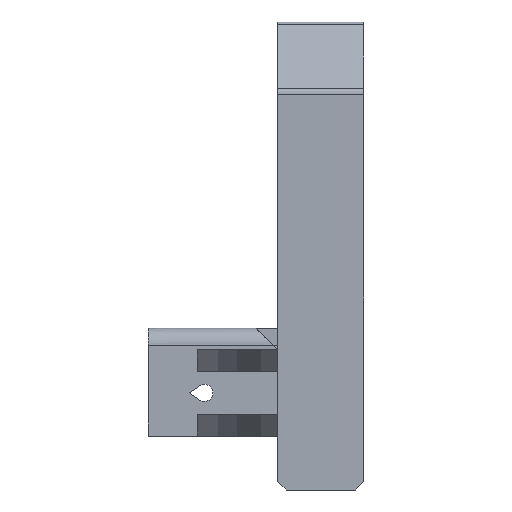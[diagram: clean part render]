
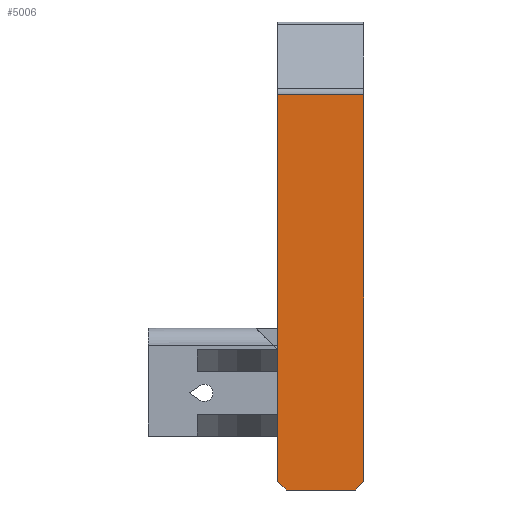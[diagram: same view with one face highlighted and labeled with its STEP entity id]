
A CAD part, front view. The second image highlights one B-rep face of the part: STEP entity #5006.
In plain terms, the highlighted planar face has unit normal (0, -1, 0).
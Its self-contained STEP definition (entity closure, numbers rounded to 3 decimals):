
#43 = PLANE('',#44);
#44 = AXIS2_PLACEMENT_3D('',#45,#46,#47);
#45 = CARTESIAN_POINT('',(0.,-39.159,
    31.53));
#46 = DIRECTION('',(1.,0.,0.));
#47 = DIRECTION('',(0.,0.,1.));
#596 = VERTEX_POINT('',#597);
#597 = CARTESIAN_POINT('',(0.,-79.,69.172));
#612 = CYLINDRICAL_SURFACE('',#613,2.);
#613 = AXIS2_PLACEMENT_3D('',#614,#615,#616);
#614 = CARTESIAN_POINT('',(0.,-77.,69.172));
#615 = DIRECTION('',(-1.,-0.,0.));
#616 = DIRECTION('',(0.,-0.707,0.707)
  );
#624 = EDGE_CURVE('',#625,#596,#627,.T.);
#625 = VERTEX_POINT('',#626);
#626 = CARTESIAN_POINT('',(0.,-79.,-20.5));
#627 = SURFACE_CURVE('',#628,(#632,#639),.PCURVE_S1.);
#628 = LINE('',#629,#630);
#629 = CARTESIAN_POINT('',(0.,-79.,-22.5));
#630 = VECTOR('',#631,1.);
#631 = DIRECTION('',(0.,0.,1.));
#632 = PCURVE('',#43,#633);
#633 = DEFINITIONAL_REPRESENTATION('',(#634),#638);
#634 = LINE('',#635,#636);
#635 = CARTESIAN_POINT('',(-54.03,39.841));
#636 = VECTOR('',#637,1.);
#637 = DIRECTION('',(1.,0.));
#638 = ( GEOMETRIC_REPRESENTATION_CONTEXT(2) 
PARAMETRIC_REPRESENTATION_CONTEXT() REPRESENTATION_CONTEXT('2D SPACE',''
  ) );
#639 = PCURVE('',#640,#645);
#640 = PLANE('',#641);
#641 = AXIS2_PLACEMENT_3D('',#642,#643,#644);
#642 = CARTESIAN_POINT('',(-10.,-79.,23.336));
#643 = DIRECTION('',(0.,-1.,0.));
#644 = DIRECTION('',(0.,0.,-1.));
#645 = DEFINITIONAL_REPRESENTATION('',(#646),#650);
#646 = LINE('',#647,#648);
#647 = CARTESIAN_POINT('',(45.836,10.));
#648 = VECTOR('',#649,1.);
#649 = DIRECTION('',(-1.,0.));
#650 = ( GEOMETRIC_REPRESENTATION_CONTEXT(2) 
PARAMETRIC_REPRESENTATION_CONTEXT() REPRESENTATION_CONTEXT('2D SPACE',''
  ) );
#668 = PLANE('',#669);
#669 = AXIS2_PLACEMENT_3D('',#670,#671,#672);
#670 = CARTESIAN_POINT('',(-1.,-68.,-21.5));
#671 = DIRECTION('',(-0.707,0.,0.707)
  );
#672 = DIRECTION('',(0.,-1.,0.));
#4127 = PLANE('',#4128);
#4128 = AXIS2_PLACEMENT_3D('',#4129,#4130,#4131);
#4129 = CARTESIAN_POINT('',(-20.,-42.355,33.15));
#4130 = DIRECTION('',(-1.,0.,0.));
#4131 = DIRECTION('',(0.,0.,-1.));
#4511 = PLANE('',#4512);
#4512 = AXIS2_PLACEMENT_3D('',#4513,#4514,#4515);
#4513 = CARTESIAN_POINT('',(-19.,-68.,-21.5));
#4514 = DIRECTION('',(0.707,0.,0.707));
#4515 = DIRECTION('',(0.,1.,0.));
#4539 = PLANE('',#4540);
#4540 = AXIS2_PLACEMENT_3D('',#4541,#4542,#4543);
#4541 = CARTESIAN_POINT('',(0.,-68.,-22.5));
#4542 = DIRECTION('',(0.,0.,1.));
#4543 = DIRECTION('',(0.,-1.,0.));
#4626 = VERTEX_POINT('',#4627);
#4627 = CARTESIAN_POINT('',(-2.,-79.,-22.5));
#4648 = EDGE_CURVE('',#4626,#625,#4649,.T.);
#4649 = SURFACE_CURVE('',#4650,(#4654,#4661),.PCURVE_S1.);
#4650 = LINE('',#4651,#4652);
#4651 = CARTESIAN_POINT('',(7.959,-79.,-12.541));
#4652 = VECTOR('',#4653,1.);
#4653 = DIRECTION('',(0.707,0.,0.707));
#4654 = PCURVE('',#668,#4655);
#4655 = DEFINITIONAL_REPRESENTATION('',(#4656),#4660);
#4656 = LINE('',#4657,#4658);
#4657 = CARTESIAN_POINT('',(11.,12.67));
#4658 = VECTOR('',#4659,1.);
#4659 = DIRECTION('',(0.,1.));
#4660 = ( GEOMETRIC_REPRESENTATION_CONTEXT(2) 
PARAMETRIC_REPRESENTATION_CONTEXT() REPRESENTATION_CONTEXT('2D SPACE',''
  ) );
#4661 = PCURVE('',#640,#4662);
#4662 = DEFINITIONAL_REPRESENTATION('',(#4663),#4667);
#4663 = LINE('',#4664,#4665);
#4664 = CARTESIAN_POINT('',(35.877,17.959));
#4665 = VECTOR('',#4666,1.);
#4666 = DIRECTION('',(-0.707,0.707));
#4667 = ( GEOMETRIC_REPRESENTATION_CONTEXT(2) 
PARAMETRIC_REPRESENTATION_CONTEXT() REPRESENTATION_CONTEXT('2D SPACE',''
  ) );
#5006 = ADVANCED_FACE('',(#5007),#640,.T.);
#5007 = FACE_BOUND('',#5008,.T.);
#5008 = EDGE_LOOP('',(#5009,#5010,#5033,#5056,#5079,#5100));
#5009 = ORIENTED_EDGE('',*,*,#624,.T.);
#5010 = ORIENTED_EDGE('',*,*,#5011,.T.);
#5011 = EDGE_CURVE('',#596,#5012,#5014,.T.);
#5012 = VERTEX_POINT('',#5013);
#5013 = CARTESIAN_POINT('',(-20.,-79.,69.172));
#5014 = SURFACE_CURVE('',#5015,(#5019,#5026),.PCURVE_S1.);
#5015 = LINE('',#5016,#5017);
#5016 = CARTESIAN_POINT('',(0.,-79.,69.172));
#5017 = VECTOR('',#5018,1.);
#5018 = DIRECTION('',(-1.,-0.,0.));
#5019 = PCURVE('',#640,#5020);
#5020 = DEFINITIONAL_REPRESENTATION('',(#5021),#5025);
#5021 = LINE('',#5022,#5023);
#5022 = CARTESIAN_POINT('',(-45.836,10.));
#5023 = VECTOR('',#5024,1.);
#5024 = DIRECTION('',(0.,-1.));
#5025 = ( GEOMETRIC_REPRESENTATION_CONTEXT(2) 
PARAMETRIC_REPRESENTATION_CONTEXT() REPRESENTATION_CONTEXT('2D SPACE',''
  ) );
#5026 = PCURVE('',#612,#5027);
#5027 = DEFINITIONAL_REPRESENTATION('',(#5028),#5032);
#5028 = LINE('',#5029,#5030);
#5029 = CARTESIAN_POINT('',(-0.785,0.));
#5030 = VECTOR('',#5031,1.);
#5031 = DIRECTION('',(-0.,1.));
#5032 = ( GEOMETRIC_REPRESENTATION_CONTEXT(2) 
PARAMETRIC_REPRESENTATION_CONTEXT() REPRESENTATION_CONTEXT('2D SPACE',''
  ) );
#5033 = ORIENTED_EDGE('',*,*,#5034,.T.);
#5034 = EDGE_CURVE('',#5012,#5035,#5037,.T.);
#5035 = VERTEX_POINT('',#5036);
#5036 = CARTESIAN_POINT('',(-20.,-79.,-20.5));
#5037 = SURFACE_CURVE('',#5038,(#5042,#5049),.PCURVE_S1.);
#5038 = LINE('',#5039,#5040);
#5039 = CARTESIAN_POINT('',(-20.,-79.,86.));
#5040 = VECTOR('',#5041,1.);
#5041 = DIRECTION('',(0.,0.,-1.));
#5042 = PCURVE('',#640,#5043);
#5043 = DEFINITIONAL_REPRESENTATION('',(#5044),#5048);
#5044 = LINE('',#5045,#5046);
#5045 = CARTESIAN_POINT('',(-62.664,-10.));
#5046 = VECTOR('',#5047,1.);
#5047 = DIRECTION('',(1.,0.));
#5048 = ( GEOMETRIC_REPRESENTATION_CONTEXT(2) 
PARAMETRIC_REPRESENTATION_CONTEXT() REPRESENTATION_CONTEXT('2D SPACE',''
  ) );
#5049 = PCURVE('',#4127,#5050);
#5050 = DEFINITIONAL_REPRESENTATION('',(#5051),#5055);
#5051 = LINE('',#5052,#5053);
#5052 = CARTESIAN_POINT('',(-52.85,36.645));
#5053 = VECTOR('',#5054,1.);
#5054 = DIRECTION('',(1.,0.));
#5055 = ( GEOMETRIC_REPRESENTATION_CONTEXT(2) 
PARAMETRIC_REPRESENTATION_CONTEXT() REPRESENTATION_CONTEXT('2D SPACE',''
  ) );
#5056 = ORIENTED_EDGE('',*,*,#5057,.F.);
#5057 = EDGE_CURVE('',#5058,#5035,#5060,.T.);
#5058 = VERTEX_POINT('',#5059);
#5059 = CARTESIAN_POINT('',(-18.,-79.,-22.5));
#5060 = SURFACE_CURVE('',#5061,(#5065,#5072),.PCURVE_S1.);
#5061 = LINE('',#5062,#5063);
#5062 = CARTESIAN_POINT('',(-27.959,-79.,-12.541));
#5063 = VECTOR('',#5064,1.);
#5064 = DIRECTION('',(-0.707,0.,0.707)
  );
#5065 = PCURVE('',#640,#5066);
#5066 = DEFINITIONAL_REPRESENTATION('',(#5067),#5071);
#5067 = LINE('',#5068,#5069);
#5068 = CARTESIAN_POINT('',(35.877,-17.959));
#5069 = VECTOR('',#5070,1.);
#5070 = DIRECTION('',(-0.707,-0.707));
#5071 = ( GEOMETRIC_REPRESENTATION_CONTEXT(2) 
PARAMETRIC_REPRESENTATION_CONTEXT() REPRESENTATION_CONTEXT('2D SPACE',''
  ) );
#5072 = PCURVE('',#4511,#5073);
#5073 = DEFINITIONAL_REPRESENTATION('',(#5074),#5078);
#5074 = LINE('',#5075,#5076);
#5075 = CARTESIAN_POINT('',(-11.,12.67));
#5076 = VECTOR('',#5077,1.);
#5077 = DIRECTION('',(0.,1.));
#5078 = ( GEOMETRIC_REPRESENTATION_CONTEXT(2) 
PARAMETRIC_REPRESENTATION_CONTEXT() REPRESENTATION_CONTEXT('2D SPACE',''
  ) );
#5079 = ORIENTED_EDGE('',*,*,#5080,.F.);
#5080 = EDGE_CURVE('',#4626,#5058,#5081,.T.);
#5081 = SURFACE_CURVE('',#5082,(#5086,#5093),.PCURVE_S1.);
#5082 = LINE('',#5083,#5084);
#5083 = CARTESIAN_POINT('',(0.,-79.,-22.5));
#5084 = VECTOR('',#5085,1.);
#5085 = DIRECTION('',(-1.,-0.,-0.));
#5086 = PCURVE('',#640,#5087);
#5087 = DEFINITIONAL_REPRESENTATION('',(#5088),#5092);
#5088 = LINE('',#5089,#5090);
#5089 = CARTESIAN_POINT('',(45.836,10.));
#5090 = VECTOR('',#5091,1.);
#5091 = DIRECTION('',(0.,-1.));
#5092 = ( GEOMETRIC_REPRESENTATION_CONTEXT(2) 
PARAMETRIC_REPRESENTATION_CONTEXT() REPRESENTATION_CONTEXT('2D SPACE',''
  ) );
#5093 = PCURVE('',#4539,#5094);
#5094 = DEFINITIONAL_REPRESENTATION('',(#5095),#5099);
#5095 = LINE('',#5096,#5097);
#5096 = CARTESIAN_POINT('',(11.,0.));
#5097 = VECTOR('',#5098,1.);
#5098 = DIRECTION('',(0.,-1.));
#5099 = ( GEOMETRIC_REPRESENTATION_CONTEXT(2) 
PARAMETRIC_REPRESENTATION_CONTEXT() REPRESENTATION_CONTEXT('2D SPACE',''
  ) );
#5100 = ORIENTED_EDGE('',*,*,#4648,.T.);
